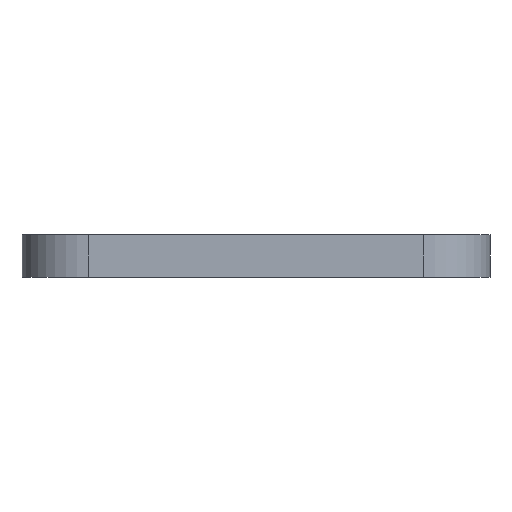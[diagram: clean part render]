
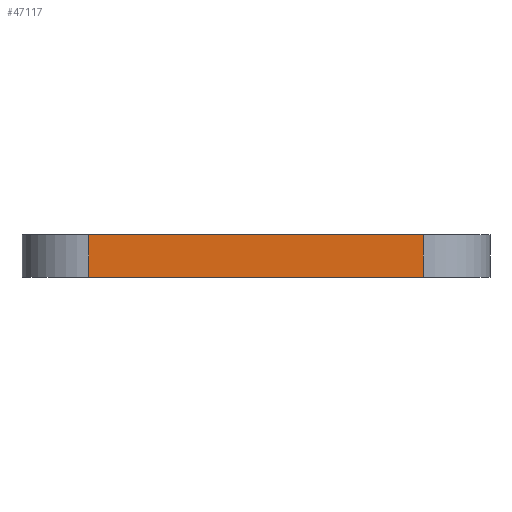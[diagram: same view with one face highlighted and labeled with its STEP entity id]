
A CAD part, front view. The second image highlights one B-rep face of the part: STEP entity #47117.
In plain terms, the highlighted planar face has unit normal (0, -1, 0).
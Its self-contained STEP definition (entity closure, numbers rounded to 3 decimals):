
#46304 = VERTEX_POINT('',#46305);
#46305 = CARTESIAN_POINT('',(142.151,-117.704,0.));
#46312 = EDGE_CURVE('',#46313,#46304,#46315,.T.);
#46313 = VERTEX_POINT('',#46314);
#46314 = CARTESIAN_POINT('',(154.851,-117.704,0.));
#46315 = LINE('',#46316,#46317);
#46316 = CARTESIAN_POINT('',(154.851,-117.704,0.));
#46317 = VECTOR('',#46318,1.);
#46318 = DIRECTION('',(-1.,0.,0.));
#46697 = VERTEX_POINT('',#46698);
#46698 = CARTESIAN_POINT('',(142.151,-117.704,1.6));
#46705 = EDGE_CURVE('',#46706,#46697,#46708,.T.);
#46706 = VERTEX_POINT('',#46707);
#46707 = CARTESIAN_POINT('',(154.851,-117.704,1.6));
#46708 = LINE('',#46709,#46710);
#46709 = CARTESIAN_POINT('',(154.851,-117.704,1.6));
#46710 = VECTOR('',#46711,1.);
#46711 = DIRECTION('',(-1.,0.,0.));
#47089 = EDGE_CURVE('',#46313,#46706,#47090,.T.);
#47090 = LINE('',#47091,#47092);
#47091 = CARTESIAN_POINT('',(154.851,-117.704,0.));
#47092 = VECTOR('',#47093,1.);
#47093 = DIRECTION('',(0.,0.,1.));
#47117 = ADVANCED_FACE('',(#47118),#47129,.T.);
#47118 = FACE_BOUND('',#47119,.T.);
#47119 = EDGE_LOOP('',(#47120,#47121,#47122,#47128));
#47120 = ORIENTED_EDGE('',*,*,#47089,.T.);
#47121 = ORIENTED_EDGE('',*,*,#46705,.T.);
#47122 = ORIENTED_EDGE('',*,*,#47123,.F.);
#47123 = EDGE_CURVE('',#46304,#46697,#47124,.T.);
#47124 = LINE('',#47125,#47126);
#47125 = CARTESIAN_POINT('',(142.151,-117.704,0.));
#47126 = VECTOR('',#47127,1.);
#47127 = DIRECTION('',(0.,0.,1.));
#47128 = ORIENTED_EDGE('',*,*,#46312,.F.);
#47129 = PLANE('',#47130);
#47130 = AXIS2_PLACEMENT_3D('',#47131,#47132,#47133);
#47131 = CARTESIAN_POINT('',(154.851,-117.704,0.));
#47132 = DIRECTION('',(0.,-1.,0.));
#47133 = DIRECTION('',(-1.,0.,0.));
